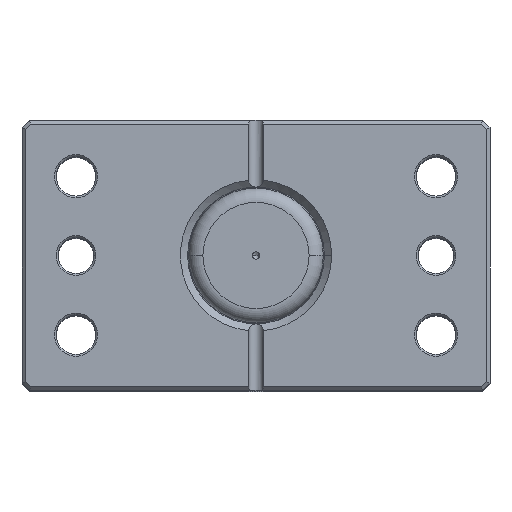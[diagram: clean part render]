
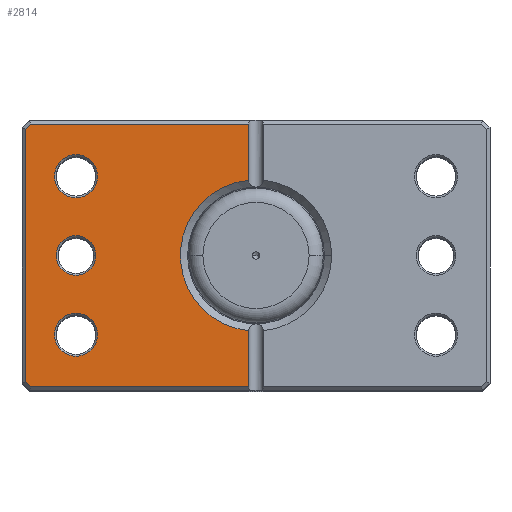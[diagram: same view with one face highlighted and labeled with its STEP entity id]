
A CAD part, top view. The second image highlights one B-rep face of the part: STEP entity #2814.
In plain terms, the highlighted face is planar.
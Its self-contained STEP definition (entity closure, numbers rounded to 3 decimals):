
#29 = DIRECTION ( 'NONE',  ( 1., 0., 0. ) ) ;
#48 = EDGE_CURVE ( 'NONE', #2958, #1531, #6175, .T. ) ;
#86 = CIRCLE ( 'NONE', #6080, 21. ) ;
#162 = DIRECTION ( 'NONE',  ( 0., 0., 1. ) ) ;
#169 = DIRECTION ( 'NONE',  ( 0., 0., 1. ) ) ;
#204 = EDGE_CURVE ( 'NONE', #370, #4308, #3640, .T. ) ;
#250 = EDGE_CURVE ( 'NONE', #5396, #6290, #5897, .T. ) ;
#286 = CARTESIAN_POINT ( 'NONE',  ( 62.586, -36.5, 0. ) ) ;
#342 = CARTESIAN_POINT ( 'NONE',  ( 55.5, 0., 0. ) ) ;
#370 = VERTEX_POINT ( 'NONE', #663 ) ;
#410 = CARTESIAN_POINT ( 'NONE',  ( 2., -20.905, 0. ) ) ;
#435 = DIRECTION ( 'NONE',  ( -1., 0., 0. ) ) ;
#438 = DIRECTION ( 'NONE',  ( 0., -1., 0. ) ) ;
#455 = DIRECTION ( 'NONE',  ( 1., 0., 0. ) ) ;
#617 = VERTEX_POINT ( 'NONE', #342 ) ;
#635 = VERTEX_POINT ( 'NONE', #286 ) ;
#663 = CARTESIAN_POINT ( 'NONE',  ( 56., 22., 0. ) ) ;
#774 = CIRCLE ( 'NONE', #5169, 5.5 ) ;
#811 = VERTEX_POINT ( 'NONE', #1860 ) ;
#874 = VECTOR ( 'NONE', #2183, 1000. ) ;
#931 = LINE ( 'NONE', #4003, #940 ) ;
#940 = VECTOR ( 'NONE', #6518, 1000. ) ;
#970 = CIRCLE ( 'NONE', #2820, 6. ) ;
#1116 = LINE ( 'NONE', #3229, #874 ) ;
#1158 = CARTESIAN_POINT ( 'NONE',  ( 2., 37.5, 0. ) ) ;
#1499 = LINE ( 'NONE', #6635, #1503 ) ;
#1503 = VECTOR ( 'NONE', #435, 1000. ) ;
#1531 = VERTEX_POINT ( 'NONE', #410 ) ;
#1860 = CARTESIAN_POINT ( 'NONE',  ( 62.586, 36.5, 0. ) ) ;
#1889 = EDGE_LOOP ( 'NONE', ( #4637, #4759 ) ) ;
#1933 = DIRECTION ( 'NONE',  ( 0.707, -0.707, 0. ) ) ;
#1986 = CARTESIAN_POINT ( 'NONE',  ( 56., -22., 0. ) ) ;
#2002 = CARTESIAN_POINT ( 'NONE',  ( 49.543, 49.543, 0. ) ) ;
#2034 = CARTESIAN_POINT ( 'NONE',  ( 2., 36.5, 0. ) ) ;
#2125 = CARTESIAN_POINT ( 'NONE',  ( 50., 22., 0. ) ) ;
#2152 = VECTOR ( 'NONE', #5872, 1000. ) ;
#2170 = LINE ( 'NONE', #6395, #2152 ) ;
#2183 = DIRECTION ( 'NONE',  ( 1., 0., 0. ) ) ;
#2207 = DIRECTION ( 'NONE',  ( 0., 1., 0. ) ) ;
#2374 = EDGE_LOOP ( 'NONE', ( #6201, #6105 ) ) ;
#2442 = DIRECTION ( 'NONE',  ( 1., 0., 0. ) ) ;
#2524 = ORIENTED_EDGE ( 'NONE', *, *, #3070, .T. ) ;
#2560 = VECTOR ( 'NONE', #1933, 1000. ) ;
#2579 = VECTOR ( 'NONE', #438, 1000. ) ;
#2587 = LINE ( 'NONE', #2002, #2560 ) ;
#2617 = LINE ( 'NONE', #2838, #2579 ) ;
#2690 = DIRECTION ( 'NONE',  ( 1., 0., 0. ) ) ;
#2741 = DIRECTION ( 'NONE',  ( 0., 0., 1. ) ) ;
#2767 = CARTESIAN_POINT ( 'NONE',  ( 50., -22., 0. ) ) ;
#2785 = CARTESIAN_POINT ( 'NONE',  ( 44., -22., 0. ) ) ;
#2791 = CARTESIAN_POINT ( 'NONE',  ( 44., 22., 0. ) ) ;
#2794 = CIRCLE ( 'NONE', #2878, 6. ) ;
#2814 = ADVANCED_FACE ( 'NONE', ( #2995, #2928, #2960, #2906 ), #3377, .F. ) ;
#2820 = AXIS2_PLACEMENT_3D ( 'NONE', #2125, #3052, #3846 ) ;
#2832 = ORIENTED_EDGE ( 'NONE', *, *, #3905, .T. ) ;
#2838 = CARTESIAN_POINT ( 'NONE',  ( 64., 0., 0. ) ) ;
#2878 = AXIS2_PLACEMENT_3D ( 'NONE', #3835, #4966, #3813 ) ;
#2906 = FACE_OUTER_BOUND ( 'NONE', #4337, .T. ) ;
#2916 = EDGE_CURVE ( 'NONE', #6290, #5396, #2794, .T. ) ;
#2928 = FACE_BOUND ( 'NONE', #2374, .T. ) ;
#2958 = VERTEX_POINT ( 'NONE', #3798 ) ;
#2960 = FACE_BOUND ( 'NONE', #1889, .T. ) ;
#2995 = FACE_BOUND ( 'NONE', #5521, .T. ) ;
#3046 = ORIENTED_EDGE ( 'NONE', *, *, #6868, .T. ) ;
#3052 = DIRECTION ( 'NONE',  ( 0., 0., 1. ) ) ;
#3070 = EDGE_CURVE ( 'NONE', #4461, #6841, #2617, .T. ) ;
#3110 = VERTEX_POINT ( 'NONE', #2034 ) ;
#3118 = AXIS2_PLACEMENT_3D ( 'NONE', #3667, #3622, #2442 ) ;
#3125 = EDGE_CURVE ( 'NONE', #811, #4461, #2587, .T. ) ;
#3145 = ORIENTED_EDGE ( 'NONE', *, *, #3125, .T. ) ;
#3217 = AXIS2_PLACEMENT_3D ( 'NONE', #2767, #2741, #2690 ) ;
#3224 = VERTEX_POINT ( 'NONE', #5738 ) ;
#3229 = CARTESIAN_POINT ( 'NONE',  ( 0., 36.5, 0. ) ) ;
#3363 = DIRECTION ( 'NONE',  ( 0., 0., 1. ) ) ;
#3377 = PLANE ( 'NONE',  #3657 ) ;
#3445 = EDGE_CURVE ( 'NONE', #6841, #635, #2170, .T. ) ;
#3499 = DIRECTION ( 'NONE',  ( 0., 0., 1. ) ) ;
#3622 = DIRECTION ( 'NONE',  ( 0., 0., 1. ) ) ;
#3626 = CARTESIAN_POINT ( 'NONE',  ( 0., 0., 0. ) ) ;
#3631 = CARTESIAN_POINT ( 'NONE',  ( 50., 0., 0. ) ) ;
#3640 = CIRCLE ( 'NONE', #3118, 6. ) ;
#3657 = AXIS2_PLACEMENT_3D ( 'NONE', #4377, #3363, #455 ) ;
#3667 = CARTESIAN_POINT ( 'NONE',  ( 50., 22., 0. ) ) ;
#3798 = CARTESIAN_POINT ( 'NONE',  ( 2., -36.5, 0. ) ) ;
#3813 = DIRECTION ( 'NONE',  ( 1., 0., 0. ) ) ;
#3835 = CARTESIAN_POINT ( 'NONE',  ( 50., -22., 0. ) ) ;
#3846 = DIRECTION ( 'NONE',  ( 1., 0., 0. ) ) ;
#3905 = EDGE_CURVE ( 'NONE', #635, #2958, #1499, .T. ) ;
#4003 = CARTESIAN_POINT ( 'NONE',  ( 2., 37.5, 0. ) ) ;
#4193 = DIRECTION ( 'NONE',  ( 1., 0., 0. ) ) ;
#4199 = DIRECTION ( 'NONE',  ( 1., 0., 0. ) ) ;
#4288 = AXIS2_PLACEMENT_3D ( 'NONE', #3631, #169, #4199 ) ;
#4308 = VERTEX_POINT ( 'NONE', #2791 ) ;
#4337 = EDGE_LOOP ( 'NONE', ( #6230, #5890, #3046, #6271, #3145, #2524, #5826, #2832 ) ) ;
#4377 = CARTESIAN_POINT ( 'NONE',  ( 0., 0., 0. ) ) ;
#4461 = VERTEX_POINT ( 'NONE', #6292 ) ;
#4500 = EDGE_CURVE ( 'NONE', #4308, #370, #970, .T. ) ;
#4572 = EDGE_CURVE ( 'NONE', #3110, #811, #1116, .T. ) ;
#4637 = ORIENTED_EDGE ( 'NONE', *, *, #4500, .T. ) ;
#4759 = ORIENTED_EDGE ( 'NONE', *, *, #204, .T. ) ;
#4879 = ORIENTED_EDGE ( 'NONE', *, *, #6898, .T. ) ;
#4966 = DIRECTION ( 'NONE',  ( 0., 0., 1. ) ) ;
#5150 = VERTEX_POINT ( 'NONE', #5259 ) ;
#5169 = AXIS2_PLACEMENT_3D ( 'NONE', #6537, #3499, #29 ) ;
#5259 = CARTESIAN_POINT ( 'NONE',  ( 44.5, 0., 0. ) ) ;
#5396 = VERTEX_POINT ( 'NONE', #1986 ) ;
#5521 = EDGE_LOOP ( 'NONE', ( #4879, #6131 ) ) ;
#5738 = CARTESIAN_POINT ( 'NONE',  ( 2., 20.905, 0. ) ) ;
#5826 = ORIENTED_EDGE ( 'NONE', *, *, #3445, .T. ) ;
#5872 = DIRECTION ( 'NONE',  ( -0.707, -0.707, 0. ) ) ;
#5890 = ORIENTED_EDGE ( 'NONE', *, *, #6552, .T. ) ;
#5897 = CIRCLE ( 'NONE', #3217, 6. ) ;
#6039 = VECTOR ( 'NONE', #2207, 1000. ) ;
#6080 = AXIS2_PLACEMENT_3D ( 'NONE', #3626, #162, #4193 ) ;
#6105 = ORIENTED_EDGE ( 'NONE', *, *, #250, .T. ) ;
#6131 = ORIENTED_EDGE ( 'NONE', *, *, #6575, .T. ) ;
#6175 = LINE ( 'NONE', #1158, #6039 ) ;
#6201 = ORIENTED_EDGE ( 'NONE', *, *, #2916, .T. ) ;
#6230 = ORIENTED_EDGE ( 'NONE', *, *, #48, .T. ) ;
#6271 = ORIENTED_EDGE ( 'NONE', *, *, #4572, .T. ) ;
#6290 = VERTEX_POINT ( 'NONE', #2785 ) ;
#6292 = CARTESIAN_POINT ( 'NONE',  ( 64., 35.086, 0. ) ) ;
#6395 = CARTESIAN_POINT ( 'NONE',  ( 49.543, -49.543, 0. ) ) ;
#6503 = CARTESIAN_POINT ( 'NONE',  ( 64., -35.086, 0. ) ) ;
#6518 = DIRECTION ( 'NONE',  ( 0., 1., 0. ) ) ;
#6532 = CIRCLE ( 'NONE', #4288, 5.5 ) ;
#6537 = CARTESIAN_POINT ( 'NONE',  ( 50., 0., 0. ) ) ;
#6552 = EDGE_CURVE ( 'NONE', #1531, #3224, #86, .T. ) ;
#6575 = EDGE_CURVE ( 'NONE', #617, #5150, #6532, .T. ) ;
#6635 = CARTESIAN_POINT ( 'NONE',  ( 0., -36.5, 0. ) ) ;
#6841 = VERTEX_POINT ( 'NONE', #6503 ) ;
#6868 = EDGE_CURVE ( 'NONE', #3224, #3110, #931, .T. ) ;
#6898 = EDGE_CURVE ( 'NONE', #5150, #617, #774, .T. ) ;
